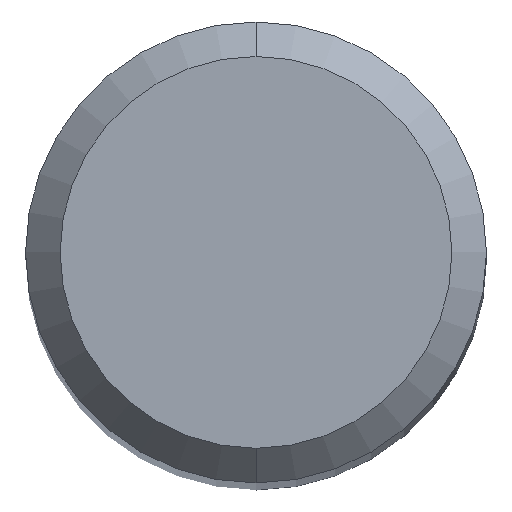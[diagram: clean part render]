
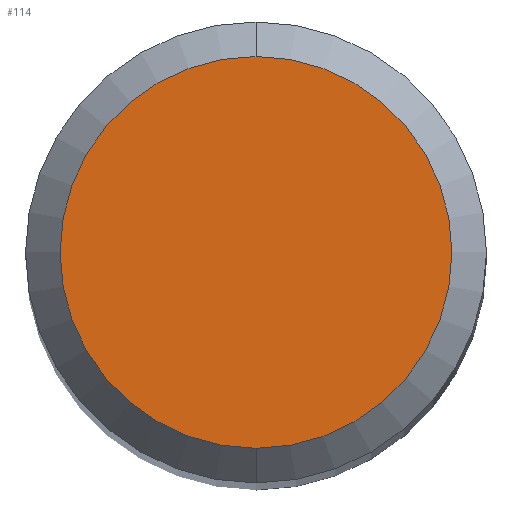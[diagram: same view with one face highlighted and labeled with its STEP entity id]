
A CAD part, top view. The second image highlights one B-rep face of the part: STEP entity #114.
In plain terms, the highlighted planar face has unit normal (0, 0, 1).
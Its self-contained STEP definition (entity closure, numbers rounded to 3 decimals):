
#100=EDGE_CURVE('',#154,#192,#250,.T.);
#102=EDGE_CURVE('',#192,#154,#252,.T.);
#114=ADVANCED_FACE('',(#264),#265,.T.);
#154=VERTEX_POINT('',#313);
#192=VERTEX_POINT('',#355);
#250=CIRCLE('',#409,1.7);
#252=CIRCLE('',#412,1.7);
#264=FACE_OUTER_BOUND('',#425,.T.);
#265=PLANE('',#426);
#313=CARTESIAN_POINT('',(0.0,1.7,0.0));
#355=CARTESIAN_POINT('',(0.,-1.7,0.0));
#409=AXIS2_PLACEMENT_3D('',#597,#598,#599);
#412=AXIS2_PLACEMENT_3D('',#600,#601,#602);
#425=EDGE_LOOP('',(#610,#611));
#426=AXIS2_PLACEMENT_3D('',#612,#613,#614);
#597=CARTESIAN_POINT('',(0.0,0.0,0.0));
#598=DIRECTION('',(0.0,0.0,-1.0));
#599=DIRECTION('',(0.0,1.0,0.0));
#600=CARTESIAN_POINT('',(0.0,0.0,0.0));
#601=DIRECTION('',(0.0,0.0,-1.0));
#602=DIRECTION('',(0.0,1.0,0.0));
#610=ORIENTED_EDGE('',*,*,#100,.F.);
#611=ORIENTED_EDGE('',*,*,#102,.F.);
#612=CARTESIAN_POINT('',(0.0,0.85,0.0));
#613=DIRECTION('',(-0.0,0.0,1.0));
#614=DIRECTION('',(0.0,-1.0,0.0));
